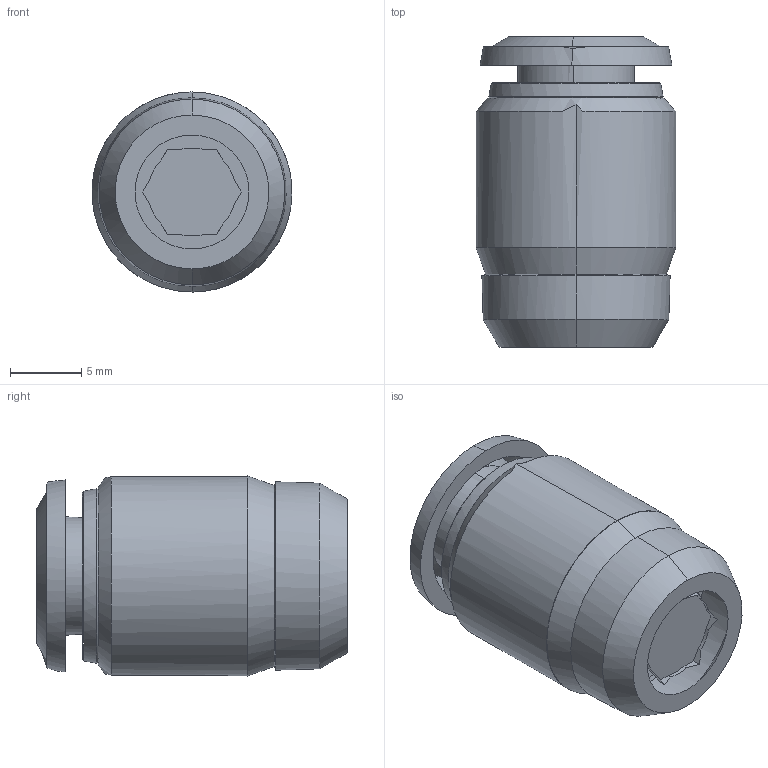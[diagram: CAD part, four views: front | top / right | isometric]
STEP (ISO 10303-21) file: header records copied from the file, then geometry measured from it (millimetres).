
FILE_DESCRIPTION (( 'STEP AP214' ), '1' );
FILE_NAME ('POC08-G01_ME.STEP', '2018-09-06T13:16:16', ( '' ), ( '' ), 'SwSTEP 2.0', 'SolidWorks 2018', '' );
FILE_SCHEMA (( 'AUTOMOTIVE_DESIGN' ));
Length unit declared in the file: millimetre
Products named in the file (1): POC08-G01_ME
Bounding box: 14.05 x 21.8 x 14.06 mm (x, y, z)
Surface area: 1403.3 mm2 (no closed solid volume)
Topology: 0 solids, 11 shells, 55 faces, 139 edges, 92 vertices
Faces by surface type: bspline 55
Entity records: 2380 total; most frequent: CARTESIAN_POINT 1414, ORIENTED_EDGE 227, EDGE_CURVE 130, B_SPLINE_CURVE_WITH_KNOTS 105, VERTEX_POINT 102, EDGE_LOOP 70, FACE_OUTER_BOUND 60, ADVANCED_FACE 55
